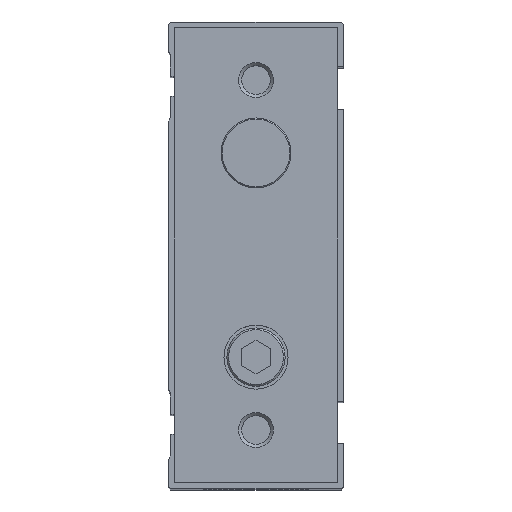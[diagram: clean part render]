
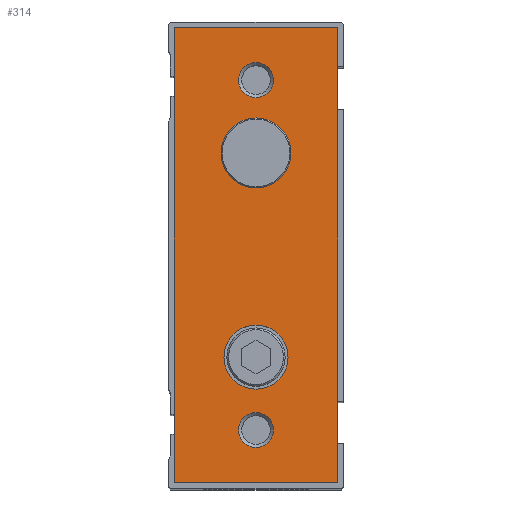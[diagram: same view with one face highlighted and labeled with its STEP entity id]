
A CAD part, top view. The second image highlights one B-rep face of the part: STEP entity #314.
In plain terms, the highlighted face is planar.
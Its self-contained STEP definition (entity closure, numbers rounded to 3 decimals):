
#314 = ADVANCED_FACE( '', ( #744, #745, #746, #747, #748 ), #749, .F. );
#744 = FACE_BOUND( '', #1277, .T. );
#745 = FACE_OUTER_BOUND( '', #1278, .T. );
#746 = FACE_BOUND( '', #1279, .T. );
#747 = FACE_BOUND( '', #1280, .T. );
#748 = FACE_BOUND( '', #1281, .T. );
#749 = PLANE( '', #1282 );
#1277 = EDGE_LOOP( '', ( #2439 ) );
#1278 = EDGE_LOOP( '', ( #2440, #2441, #2442, #2443 ) );
#1279 = EDGE_LOOP( '', ( #2444 ) );
#1280 = EDGE_LOOP( '', ( #2445 ) );
#1281 = EDGE_LOOP( '', ( #2446 ) );
#1282 = AXIS2_PLACEMENT_3D( '', #2447, #2448, #2449 );
#2439 = ORIENTED_EDGE( '', *, *, #3075, .T. );
#2440 = ORIENTED_EDGE( '', *, *, #3076, .F. );
#2441 = ORIENTED_EDGE( '', *, *, #3077, .F. );
#2442 = ORIENTED_EDGE( '', *, *, #3078, .F. );
#2443 = ORIENTED_EDGE( '', *, *, #3079, .F. );
#2444 = ORIENTED_EDGE( '', *, *, #3080, .T. );
#2445 = ORIENTED_EDGE( '', *, *, #3081, .T. );
#2446 = ORIENTED_EDGE( '', *, *, #3082, .F. );
#2447 = CARTESIAN_POINT( '', ( -24., 0., 0. ) );
#2448 = DIRECTION( '', ( 1., 0., 0. ) );
#2449 = DIRECTION( '', ( 0., 0., -1. ) );
#3075 = EDGE_CURVE( '', #3650, #3650, #3651, .T. );
#3076 = EDGE_CURVE( '', #3652, #3653, #3654, .T. );
#3077 = EDGE_CURVE( '', #3655, #3652, #3656, .T. );
#3078 = EDGE_CURVE( '', #3657, #3655, #3658, .T. );
#3079 = EDGE_CURVE( '', #3653, #3657, #3659, .T. );
#3080 = EDGE_CURVE( '', #3660, #3660, #3661, .T. );
#3081 = EDGE_CURVE( '', #3662, #3662, #3663, .T. );
#3082 = EDGE_CURVE( '', #3664, #3664, #3665, .F. );
#3650 = VERTEX_POINT( '', #4586 );
#3651 = CIRCLE( '', #4587, 5.5 );
#3652 = VERTEX_POINT( '', #4588 );
#3653 = VERTEX_POINT( '', #4589 );
#3654 = LINE( '', #4590, #4591 );
#3655 = VERTEX_POINT( '', #4592 );
#3656 = LINE( '', #4593, #4594 );
#3657 = VERTEX_POINT( '', #4595 );
#3658 = LINE( '', #4596, #4597 );
#3659 = LINE( '', #4598, #4599 );
#3660 = VERTEX_POINT( '', #4600 );
#3661 = CIRCLE( '', #4601, 3. );
#3662 = VERTEX_POINT( '', #4602 );
#3663 = CIRCLE( '', #4603, 3. );
#3664 = VERTEX_POINT( '', #4604 );
#3665 = CIRCLE( '', #4605, 6. );
#4586 = CARTESIAN_POINT( '', ( -24., -17.5, -5.5 ) );
#4587 = AXIS2_PLACEMENT_3D( '', #5233, #5234, #5235 );
#4588 = CARTESIAN_POINT( '', ( -24., 39., -14. ) );
#4589 = CARTESIAN_POINT( '', ( -24., 39., 14. ) );
#4590 = CARTESIAN_POINT( '', ( -24., 39., -14. ) );
#4591 = VECTOR( '', #5236, 1000. );
#4592 = CARTESIAN_POINT( '', ( -24., -39., -14. ) );
#4593 = CARTESIAN_POINT( '', ( -24., -39., -14. ) );
#4594 = VECTOR( '', #5237, 1000. );
#4595 = CARTESIAN_POINT( '', ( -24., -39., 14. ) );
#4596 = CARTESIAN_POINT( '', ( -24., -39., 14. ) );
#4597 = VECTOR( '', #5238, 1000. );
#4598 = CARTESIAN_POINT( '', ( -24., 39., 14. ) );
#4599 = VECTOR( '', #5239, 1000. );
#4600 = CARTESIAN_POINT( '', ( -24., -30., -3. ) );
#4601 = AXIS2_PLACEMENT_3D( '', #5240, #5241, #5242 );
#4602 = CARTESIAN_POINT( '', ( -24., 30., -3. ) );
#4603 = AXIS2_PLACEMENT_3D( '', #5243, #5244, #5245 );
#4604 = CARTESIAN_POINT( '', ( -24., 17.5, -6. ) );
#4605 = AXIS2_PLACEMENT_3D( '', #5246, #5247, #5248 );
#5233 = CARTESIAN_POINT( '', ( -24., -17.5, 0. ) );
#5234 = DIRECTION( '', ( 1., 0., 0. ) );
#5235 = DIRECTION( '', ( 0., 0., -1. ) );
#5236 = DIRECTION( '', ( 0., 0., 1. ) );
#5237 = DIRECTION( '', ( 0., 1., 0. ) );
#5238 = DIRECTION( '', ( 0., 0., -1. ) );
#5239 = DIRECTION( '', ( 0., -1., 0. ) );
#5240 = CARTESIAN_POINT( '', ( -24., -30., 0. ) );
#5241 = DIRECTION( '', ( 1., 0., 0. ) );
#5242 = DIRECTION( '', ( 0., 0., -1. ) );
#5243 = CARTESIAN_POINT( '', ( -24., 30., 0. ) );
#5244 = DIRECTION( '', ( 1., 0., 0. ) );
#5245 = DIRECTION( '', ( 0., 0., -1. ) );
#5246 = CARTESIAN_POINT( '', ( -24., 17.5, 0. ) );
#5247 = DIRECTION( '', ( 1., 0., 0. ) );
#5248 = DIRECTION( '', ( 0., 0., -1. ) );
